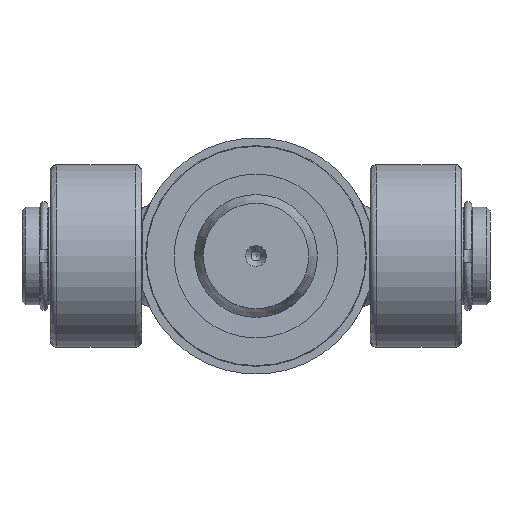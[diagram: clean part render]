
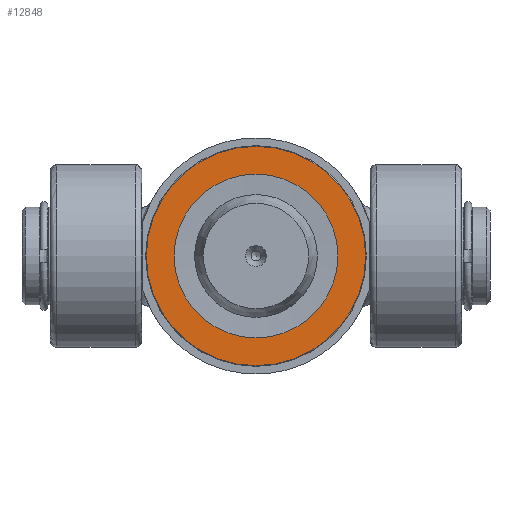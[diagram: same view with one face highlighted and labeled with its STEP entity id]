
A CAD part, front view. The second image highlights one B-rep face of the part: STEP entity #12848.
In plain terms, the highlighted face is planar.
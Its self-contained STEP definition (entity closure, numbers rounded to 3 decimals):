
#2956=PLANE('',#13814);
#3136=FACE_BOUND('',#4674,.T.);
#3853=FACE_OUTER_BOUND('',#4673,.T.);
#4673=EDGE_LOOP('',(#11992));
#4674=EDGE_LOOP('',(#11993));
#4994=CIRCLE('',#13813,34.8);
#4995=CIRCLE('',#13815,26.);
#6289=VERTEX_POINT('',#27846);
#6290=VERTEX_POINT('',#27849);
#8192=EDGE_CURVE('',#6289,#6289,#4994,.T.);
#8193=EDGE_CURVE('',#6290,#6290,#4995,.T.);
#11992=ORIENTED_EDGE('',*,*,#8192,.F.);
#11993=ORIENTED_EDGE('',*,*,#8193,.T.);
#12848=ADVANCED_FACE('',(#3853,#3136),#2956,.F.);
#13813=AXIS2_PLACEMENT_3D('',#27847,#16376,#16377);
#13814=AXIS2_PLACEMENT_3D('',#27848,#16378,#16379);
#13815=AXIS2_PLACEMENT_3D('',#27850,#16380,#16381);
#16376=DIRECTION('center_axis',(0.,0.,1.));
#16377=DIRECTION('ref_axis',(-1.,0.,0.));
#16378=DIRECTION('center_axis',(0.,0.,1.));
#16379=DIRECTION('ref_axis',(1.,0.,0.));
#16380=DIRECTION('center_axis',(0.,0.,1.));
#16381=DIRECTION('ref_axis',(0.,-1.,0.));
#27846=CARTESIAN_POINT('',(34.8,0.,0.));
#27847=CARTESIAN_POINT('Origin',(0.,0.,0.));
#27848=CARTESIAN_POINT('Origin',(0.,0.,
0.));
#27849=CARTESIAN_POINT('',(0.,-26.,0.));
#27850=CARTESIAN_POINT('Origin',(0.,0.,0.));
